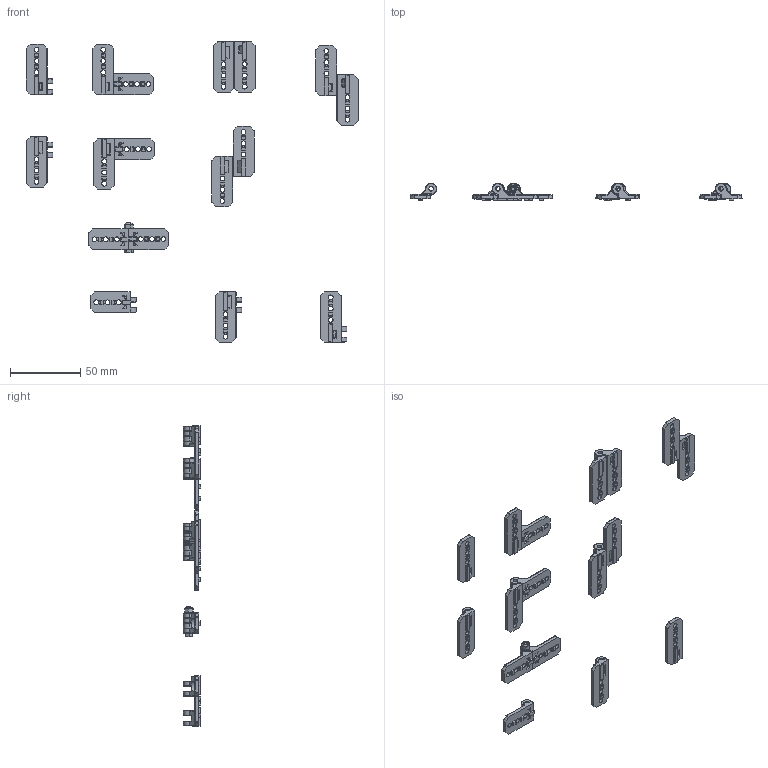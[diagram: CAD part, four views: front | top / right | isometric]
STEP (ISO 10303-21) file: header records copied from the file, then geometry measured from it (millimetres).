
FILE_DESCRIPTION (( 'STEP AP214' ), '1' );
FILE_NAME ('REV-45-1259.STEP', '2018-08-11T02:03:10', ( '' ), ( '' ), 'SwSTEP 2.0', 'SolidWorks 2017', '' );
FILE_SCHEMA (( 'AUTOMOTIVE_DESIGN' ));
Length unit declared in the file: millimetre
Products named in the file (10): hinge type 2; L Hinge; REV-41-1255; REV-45-1259; REV-41-1361 Simple; hinge; REV-41-1253; Straight Hinge; REV-41-1254; M3 Partialy threaded
Assembly tree (23 placements, depth 3):
  REV-45-1259
    REV-41-1254  x2
    REV-41-1255  x5
    REV-41-1253  x2
    hinge
      REV-41-1254  x2
    hinge type 2
      REV-41-1254
      REV-41-1255
    L Hinge
      REV-41-1254
      REV-41-1253
    Straight Hinge
      REV-41-1253  x2
    M3 Partialy threaded
    REV-41-1361 Simple
Bounding box: 236.28 x 12.2 x 213.96 mm (x, y, z)
Volume: 31052.6 mm3; surface area: 30058.9 mm2
Topology: 19 solids, 19 shells, 2616 faces, 6557 edges, 3953 vertices
Faces by surface type: cylinder 971, plane 590, bspline 541, cone 212, sphere 175, torus 127
Entity records: 19494 total; most frequent: CARTESIAN_POINT 7925, ORIENTED_EDGE 2548, DIRECTION 2148, EDGE_CURVE 1274, AXIS2_PLACEMENT_3D 843, VERTEX_POINT 778, EDGE_LOOP 554, ADVANCED_FACE 514
